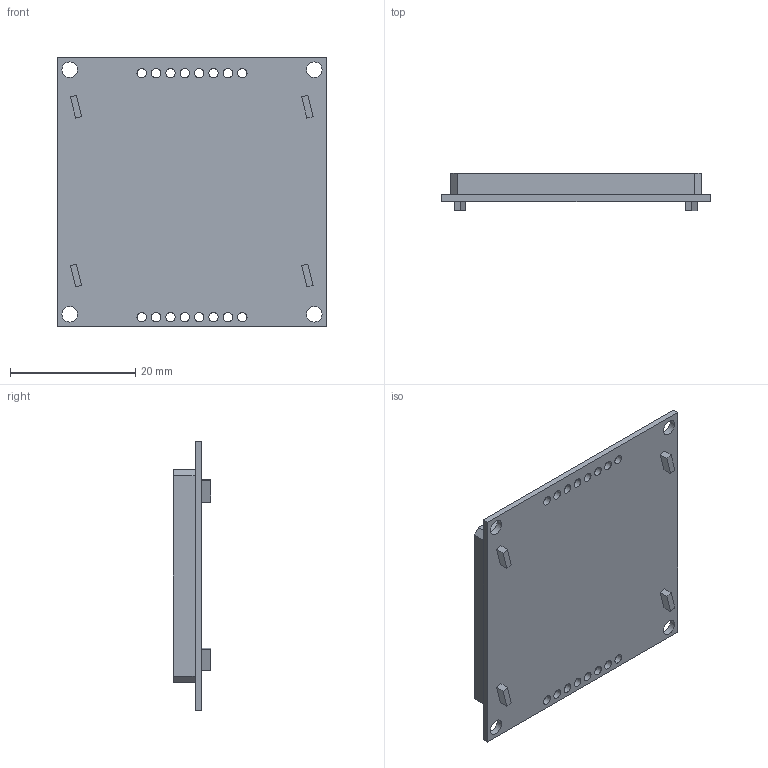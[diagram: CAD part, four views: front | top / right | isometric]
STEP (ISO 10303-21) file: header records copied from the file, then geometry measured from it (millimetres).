
FILE_DESCRIPTION(/* description */ (''),/* implementation_level */ '2;1');
FILE_NAME(/* name */ 'fafbfdf6-0e86-4d7c-a14f-00b4605dfc5e.stp',/* time_stamp */ '2019-10-25T07:27:27+00:00',/* author */ (''),/* organization */ (''),/* preprocessor_version */ 'ST-DEVELOPER v18',/* originating_system */ 'Autodesk Translation Framework v8.6.0.1094',/* authorisation */ '');
FILE_SCHEMA (('AUTOMOTIVE_DESIGN { 1 0 10303 214 3 1 1 }'));
Length unit declared in the file: millimetre
Products named in the file (3): Nokia 5110 LCD v2; pcb; Component2
Assembly tree (2 placements, depth 3):
  Nokia 5110 LCD v2
    pcb
      Component2
Bounding box: 43 x 6 x 43 mm (x, y, z)
Volume: 6107.5 mm3; surface area: 7247.9 mm2
Topology: 6 solids, 6 shells, 69 faces, 168 edges, 112 vertices
Faces by surface type: plane 45, cylinder 24
Full cylindrical faces by diameter (mm): 1.5 x16, 2.5 x4
Entity records: 2202 total; most frequent: DIRECTION 364, CARTESIAN_POINT 354, ORIENTED_EDGE 336, EDGE_CURVE 168, AXIS2_PLACEMENT_3D 122, LINE 120, VECTOR 120, VERTEX_POINT 112
